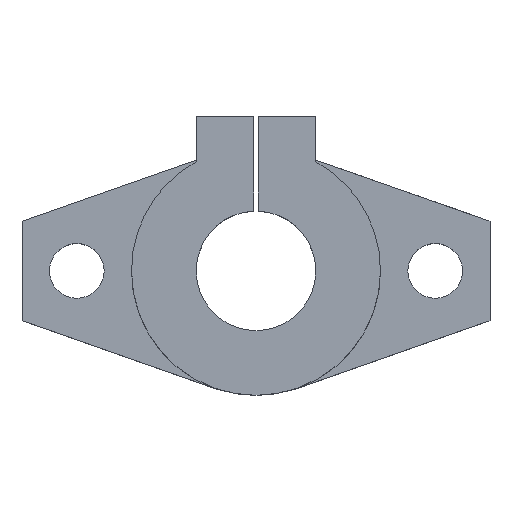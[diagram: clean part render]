
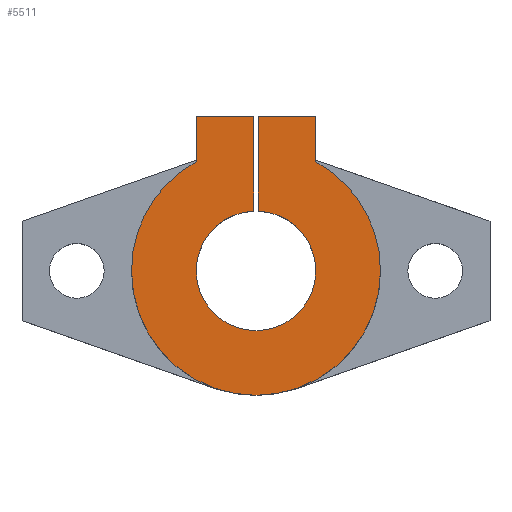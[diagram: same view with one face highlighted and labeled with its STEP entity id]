
A CAD part, top view. The second image highlights one B-rep face of the part: STEP entity #5511.
In plain terms, the highlighted planar face has unit normal (0, 0, 1).
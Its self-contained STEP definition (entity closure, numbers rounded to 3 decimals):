
#72 = AXIS2_PLACEMENT_3D ( 'NONE', #12368, #1869, #13439 ) ;
#147 = DIRECTION ( 'NONE',  ( 0., 0., 1. ) ) ;
#200 = LINE ( 'NONE', #1037, #9760 ) ;
#433 = FACE_OUTER_BOUND ( 'NONE', #11225, .T. ) ;
#738 = CARTESIAN_POINT ( 'NONE',  ( 0., 0., 13. ) ) ;
#784 = ORIENTED_EDGE ( 'NONE', *, *, #1448, .T. ) ;
#857 = VERTEX_POINT ( 'NONE', #10745 ) ;
#1037 = CARTESIAN_POINT ( 'NONE',  ( -6., 15.5, 13. ) ) ;
#1318 = CARTESIAN_POINT ( 'NONE',  ( 6., 0., 13. ) ) ;
#1448 = EDGE_CURVE ( 'NONE', #14293, #13707, #4911, .T. ) ;
#1632 = CARTESIAN_POINT ( 'NONE',  ( 0., 0., 13. ) ) ;
#1642 = CARTESIAN_POINT ( 'NONE',  ( -6., 15.5, 13. ) ) ;
#1869 = DIRECTION ( 'NONE',  ( 0., 0., 1. ) ) ;
#2066 = DIRECTION ( 'NONE',  ( 0., 0., 1. ) ) ;
#2144 = DIRECTION ( 'NONE',  ( 0., 1., 0. ) ) ;
#2308 = EDGE_CURVE ( 'NONE', #857, #13927, #200, .T. ) ;
#2494 = DIRECTION ( 'NONE',  ( -1., 0., 0. ) ) ;
#2588 = DIRECTION ( 'NONE',  ( 1., 0., 0. ) ) ;
#2621 = CARTESIAN_POINT ( 'NONE',  ( 6., 15.5, 13. ) ) ;
#2981 = ORIENTED_EDGE ( 'NONE', *, *, #3269, .F. ) ;
#3191 = DIRECTION ( 'NONE',  ( 1., 0., 0. ) ) ;
#3269 = EDGE_CURVE ( 'NONE', #5737, #13707, #13634, .T. ) ;
#3289 = VERTEX_POINT ( 'NONE', #1318 ) ;
#3446 = CIRCLE ( 'NONE', #7061, 6. ) ;
#3641 = EDGE_CURVE ( 'NONE', #6632, #6290, #11185, .T. ) ;
#3986 = CARTESIAN_POINT ( 'NONE',  ( -6., 0., 13. ) ) ;
#4037 = LINE ( 'NONE', #10892, #13661 ) ;
#4207 = LINE ( 'NONE', #6469, #10592 ) ;
#4340 = ORIENTED_EDGE ( 'NONE', *, *, #14407, .F. ) ;
#4582 = ORIENTED_EDGE ( 'NONE', *, *, #13519, .T. ) ;
#4723 = AXIS2_PLACEMENT_3D ( 'NONE', #8332, #12934, #2588 ) ;
#4782 = DIRECTION ( 'NONE',  ( 0., -1., 0. ) ) ;
#4911 = LINE ( 'NONE', #1642, #12210 ) ;
#5097 = VERTEX_POINT ( 'NONE', #3986 ) ;
#5511 = ADVANCED_FACE ( 'NONE', ( #433 ), #10672, .T. ) ;
#5580 = AXIS2_PLACEMENT_3D ( 'NONE', #738, #8994, #3191 ) ;
#5596 = CARTESIAN_POINT ( 'NONE',  ( -12.5, 0., 13. ) ) ;
#5737 = VERTEX_POINT ( 'NONE', #11992 ) ;
#5811 = ORIENTED_EDGE ( 'NONE', *, *, #10481, .F. ) ;
#5887 = VERTEX_POINT ( 'NONE', #9051 ) ;
#5922 = DIRECTION ( 'NONE',  ( 1., 0., 0. ) ) ;
#6074 = VERTEX_POINT ( 'NONE', #14603 ) ;
#6076 = ORIENTED_EDGE ( 'NONE', *, *, #13952, .T. ) ;
#6290 = VERTEX_POINT ( 'NONE', #5596 ) ;
#6469 = CARTESIAN_POINT ( 'NONE',  ( 6., 10.966, 13. ) ) ;
#6632 = VERTEX_POINT ( 'NONE', #14905 ) ;
#6635 = VECTOR ( 'NONE', #10403, 1000. ) ;
#6794 = CIRCLE ( 'NONE', #5580, 6. ) ;
#7038 = AXIS2_PLACEMENT_3D ( 'NONE', #14171, #10564, #8297 ) ;
#7061 = AXIS2_PLACEMENT_3D ( 'NONE', #10226, #147, #5922 ) ;
#7130 = VERTEX_POINT ( 'NONE', #10777 ) ;
#7453 = CARTESIAN_POINT ( 'NONE',  ( 0., 0., 13. ) ) ;
#7636 = ORIENTED_EDGE ( 'NONE', *, *, #2308, .T. ) ;
#7655 = AXIS2_PLACEMENT_3D ( 'NONE', #1632, #8459, #9732 ) ;
#8297 = DIRECTION ( 'NONE',  ( 1., 0., 0. ) ) ;
#8332 = CARTESIAN_POINT ( 'NONE',  ( 0., 0., 13. ) ) ;
#8459 = DIRECTION ( 'NONE',  ( 0., 0., 1. ) ) ;
#8477 = CIRCLE ( 'NONE', #7038, 12.5 ) ;
#8542 = EDGE_CURVE ( 'NONE', #6290, #5887, #8477, .T. ) ;
#8969 = EDGE_CURVE ( 'NONE', #3289, #5737, #6794, .T. ) ;
#8994 = DIRECTION ( 'NONE',  ( 0., 0., 1. ) ) ;
#9051 = CARTESIAN_POINT ( 'NONE',  ( 12.5, 0., 13. ) ) ;
#9732 = DIRECTION ( 'NONE',  ( 1., 0., 0. ) ) ;
#9760 = VECTOR ( 'NONE', #2494, 1000. ) ;
#10226 = CARTESIAN_POINT ( 'NONE',  ( 0., 0., 13. ) ) ;
#10300 = LINE ( 'NONE', #12552, #11149 ) ;
#10403 = DIRECTION ( 'NONE',  ( 0., 1., 0. ) ) ;
#10459 = EDGE_CURVE ( 'NONE', #857, #6074, #10300, .T. ) ;
#10468 = CIRCLE ( 'NONE', #13365, 6. ) ;
#10481 = EDGE_CURVE ( 'NONE', #5097, #3289, #3446, .T. ) ;
#10564 = DIRECTION ( 'NONE',  ( 0., 0., 1. ) ) ;
#10592 = VECTOR ( 'NONE', #2144, 1000. ) ;
#10672 = PLANE ( 'NONE',  #4723 ) ;
#10745 = CARTESIAN_POINT ( 'NONE',  ( -0.25, 15.5, 13. ) ) ;
#10777 = CARTESIAN_POINT ( 'NONE',  ( 6., 10.966, 13. ) ) ;
#10892 = CARTESIAN_POINT ( 'NONE',  ( -6., 10.966, 13. ) ) ;
#11149 = VECTOR ( 'NONE', #4782, 1000. ) ;
#11159 = ORIENTED_EDGE ( 'NONE', *, *, #11925, .T. ) ;
#11185 = CIRCLE ( 'NONE', #72, 12.5 ) ;
#11225 = EDGE_LOOP ( 'NONE', ( #14154, #7636, #4582, #11687, #13477, #6076, #11159, #784, #2981, #12939, #5811, #4340 ) ) ;
#11687 = ORIENTED_EDGE ( 'NONE', *, *, #3641, .T. ) ;
#11925 = EDGE_CURVE ( 'NONE', #7130, #14293, #4207, .T. ) ;
#11985 = CARTESIAN_POINT ( 'NONE',  ( -6., 15.5, 13. ) ) ;
#11992 = CARTESIAN_POINT ( 'NONE',  ( 0.25, 5.995, 13. ) ) ;
#12210 = VECTOR ( 'NONE', #13290, 1000. ) ;
#12368 = CARTESIAN_POINT ( 'NONE',  ( 0., 0., 13. ) ) ;
#12552 = CARTESIAN_POINT ( 'NONE',  ( -0.25, 0., 13. ) ) ;
#12934 = DIRECTION ( 'NONE',  ( 0., 0., 1. ) ) ;
#12939 = ORIENTED_EDGE ( 'NONE', *, *, #8969, .F. ) ;
#13243 = DIRECTION ( 'NONE',  ( 0., -1., 0. ) ) ;
#13290 = DIRECTION ( 'NONE',  ( -1., 0., 0. ) ) ;
#13365 = AXIS2_PLACEMENT_3D ( 'NONE', #7453, #2066, #14953 ) ;
#13439 = DIRECTION ( 'NONE',  ( 1., 0., 0. ) ) ;
#13477 = ORIENTED_EDGE ( 'NONE', *, *, #8542, .T. ) ;
#13519 = EDGE_CURVE ( 'NONE', #13927, #6632, #4037, .T. ) ;
#13634 = LINE ( 'NONE', #13853, #6635 ) ;
#13661 = VECTOR ( 'NONE', #13243, 1000. ) ;
#13707 = VERTEX_POINT ( 'NONE', #14767 ) ;
#13853 = CARTESIAN_POINT ( 'NONE',  ( 0.25, 0., 13. ) ) ;
#13927 = VERTEX_POINT ( 'NONE', #11985 ) ;
#13952 = EDGE_CURVE ( 'NONE', #5887, #7130, #14153, .T. ) ;
#14153 = CIRCLE ( 'NONE', #7655, 12.5 ) ;
#14154 = ORIENTED_EDGE ( 'NONE', *, *, #10459, .F. ) ;
#14171 = CARTESIAN_POINT ( 'NONE',  ( 0., 0., 13. ) ) ;
#14293 = VERTEX_POINT ( 'NONE', #2621 ) ;
#14407 = EDGE_CURVE ( 'NONE', #6074, #5097, #10468, .T. ) ;
#14603 = CARTESIAN_POINT ( 'NONE',  ( -0.25, 5.995, 13. ) ) ;
#14767 = CARTESIAN_POINT ( 'NONE',  ( 0.25, 15.5, 13. ) ) ;
#14905 = CARTESIAN_POINT ( 'NONE',  ( -6., 10.966, 13. ) ) ;
#14953 = DIRECTION ( 'NONE',  ( 1., 0., 0. ) ) ;
